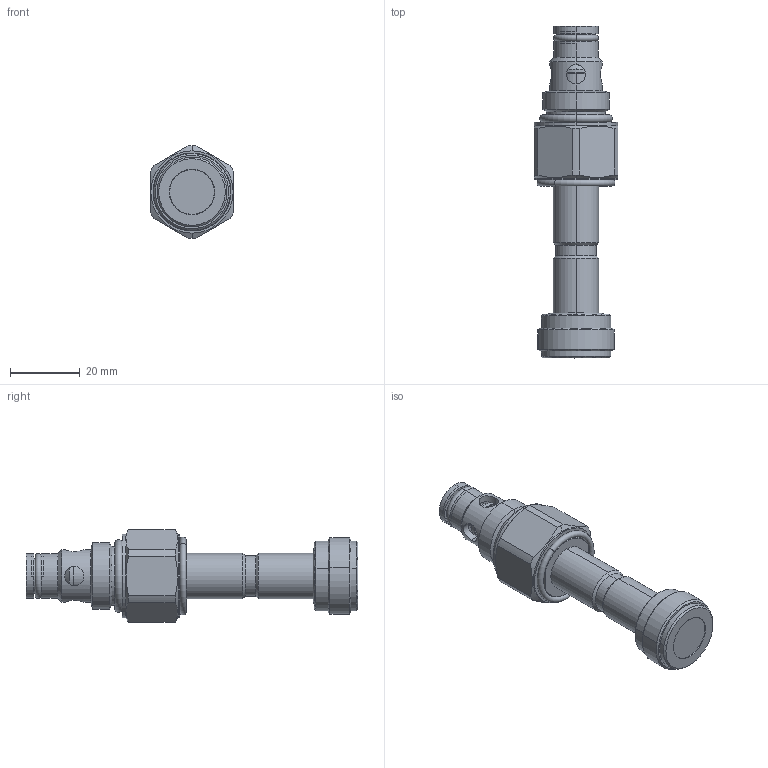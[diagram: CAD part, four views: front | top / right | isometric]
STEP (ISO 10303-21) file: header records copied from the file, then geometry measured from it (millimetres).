
FILE_DESCRIPTION((''),'2;1');
FILE_NAME('DGTAXCN','2023-10-09T14:21:26',('AlainG'),('Sun Hydraulics LLC'),'CREO PARAMETRIC BY PTC INC, 2021072','CREO PARAMETRIC BY PTC INC, 2021072','');
FILE_SCHEMA(('AUTOMOTIVE_DESIGN { 1 0 10303 214 1 1 1 1 }'));
Length unit declared in the file: inch
Products named in the file (1): DGTAXCN
Bounding box: 24 x 94.9 x 26.5 mm (x, y, z)
Volume: 15887 mm3; surface area: 11983.6 mm2
Topology: 2 solids, 2 shells, 264 faces, 630 edges, 376 vertices
Faces by surface type: cylinder 121, cone 76, plane 51, torus 12, sphere 4
Entity records: 11857 total; most frequent: CARTESIAN_POINT 3134, DIRECTION 1417, ORIENTED_EDGE 1248, EDGE_CURVE 624, AXIS2_PLACEMENT_3D 588, VERTEX_POINT 376, CIRCLE 315, EDGE_LOOP 298
